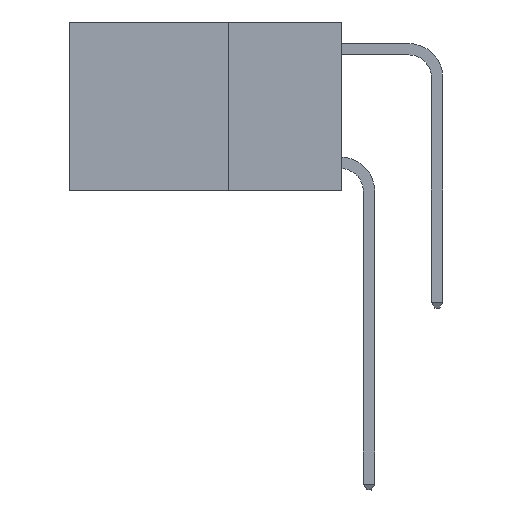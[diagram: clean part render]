
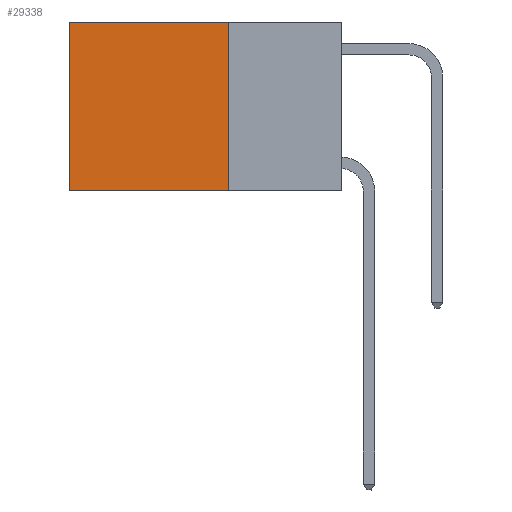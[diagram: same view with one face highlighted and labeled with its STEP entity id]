
A CAD part, left-side view. The second image highlights one B-rep face of the part: STEP entity #29338.
In plain terms, the highlighted planar face has unit normal (-1, 0, 0).
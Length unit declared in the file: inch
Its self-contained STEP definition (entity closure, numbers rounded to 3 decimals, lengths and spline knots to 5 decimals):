
#1052 = EDGE_CURVE ( 'NONE', #12701, #18304, #30763, .T. ) ;
#1603 = VERTEX_POINT ( 'NONE', #25712 ) ;
#1813 = CARTESIAN_POINT ( 'NONE',  ( 0.2625, 0.25, 0. ) ) ;
#2242 = PLANE ( 'NONE',  #3939 ) ;
#3939 = AXIS2_PLACEMENT_3D ( 'NONE', #20790, #18821, #6949 ) ;
#5034 = EDGE_LOOP ( 'NONE', ( #28979, #5202, #27256, #5816 ) ) ;
#5202 = ORIENTED_EDGE ( 'NONE', *, *, #19174, .F. ) ;
#5816 = ORIENTED_EDGE ( 'NONE', *, *, #11247, .T. ) ;
#6949 = DIRECTION ( 'NONE',  ( 0., 0., -1. ) ) ;
#7780 = EDGE_CURVE ( 'NONE', #1603, #24489, #30925, .T. ) ;
#8261 = DIRECTION ( 'NONE',  ( 0., 0., -1. ) ) ;
#8356 = FACE_OUTER_BOUND ( 'NONE', #5034, .T. ) ;
#8756 = DIRECTION ( 'NONE',  ( 0., 1., 0. ) ) ;
#8860 = CARTESIAN_POINT ( 'NONE',  ( 0.2625, 0.25, -0.37 ) ) ;
#11247 = EDGE_CURVE ( 'NONE', #12701, #1603, #17969, .T. ) ;
#12701 = VERTEX_POINT ( 'NONE', #26193 ) ;
#12817 = VECTOR ( 'NONE', #18116, 39.37008 ) ;
#13646 = CARTESIAN_POINT ( 'NONE',  ( 0.2625, 0.6, -0.37 ) ) ;
#14745 = CARTESIAN_POINT ( 'NONE',  ( 0.2625, 0.25, -0.37 ) ) ;
#17969 = LINE ( 'NONE', #19965, #29225 ) ;
#18116 = DIRECTION ( 'NONE',  ( 0., 0., -1. ) ) ;
#18304 = VERTEX_POINT ( 'NONE', #14745 ) ;
#18821 = DIRECTION ( 'NONE',  ( 1., 0., 0. ) ) ;
#19174 = EDGE_CURVE ( 'NONE', #18304, #24489, #25558, .T. ) ;
#19965 = CARTESIAN_POINT ( 'NONE',  ( 0.2625, 0.25, 0. ) ) ;
#20376 = DIRECTION ( 'NONE',  ( 0., 1., 0. ) ) ;
#20790 = CARTESIAN_POINT ( 'NONE',  ( 0.2625, 0.25, 0. ) ) ;
#22566 = CARTESIAN_POINT ( 'NONE',  ( 0.2625, 0.6, 0. ) ) ;
#24489 = VERTEX_POINT ( 'NONE', #13646 ) ;
#25558 = LINE ( 'NONE', #8860, #27469 ) ;
#25712 = CARTESIAN_POINT ( 'NONE',  ( 0.2625, 0.6, 0. ) ) ;
#26193 = CARTESIAN_POINT ( 'NONE',  ( 0.2625, 0.25, 0. ) ) ;
#27256 = ORIENTED_EDGE ( 'NONE', *, *, #1052, .F. ) ;
#27469 = VECTOR ( 'NONE', #8756, 39.37008 ) ;
#27605 = VECTOR ( 'NONE', #8261, 39.37008 ) ;
#28979 = ORIENTED_EDGE ( 'NONE', *, *, #7780, .T. ) ;
#29225 = VECTOR ( 'NONE', #20376, 39.37008 ) ;
#29338 = ADVANCED_FACE ( 'NONE', ( #8356 ), #2242, .F. ) ;
#30763 = LINE ( 'NONE', #1813, #12817 ) ;
#30925 = LINE ( 'NONE', #22566, #27605 ) ;
